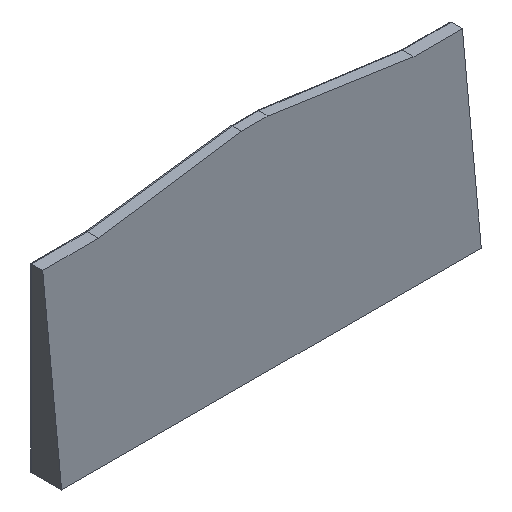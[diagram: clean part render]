
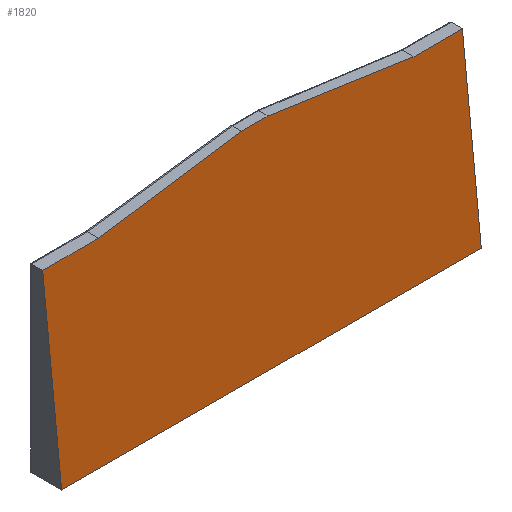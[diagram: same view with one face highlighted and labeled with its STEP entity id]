
A CAD part, isometric view. The second image highlights one B-rep face of the part: STEP entity #1820.
In plain terms, the highlighted planar face has unit normal (0, -0.995, 0.104).
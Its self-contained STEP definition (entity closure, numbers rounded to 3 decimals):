
#100=FACE_OUTER_BOUND('',#207,.T.);
#207=EDGE_LOOP('',(#1214,#1215,#1216,#1217,#1218,#1219,#1220,#1221));
#324=LINE('',#2624,#544);
#335=LINE('',#2646,#555);
#336=LINE('',#2648,#556);
#337=LINE('',#2650,#557);
#338=LINE('',#2652,#558);
#339=LINE('',#2654,#559);
#340=LINE('',#2656,#560);
#341=LINE('',#2657,#561);
#544=VECTOR('',#2097,10.);
#555=VECTOR('',#2110,10.);
#556=VECTOR('',#2111,10.);
#557=VECTOR('',#2112,10.);
#558=VECTOR('',#2113,10.);
#559=VECTOR('',#2114,10.);
#560=VECTOR('',#2115,10.);
#561=VECTOR('',#2116,10.);
#763=VERTEX_POINT('',#2620);
#765=VERTEX_POINT('',#2623);
#775=VERTEX_POINT('',#2645);
#776=VERTEX_POINT('',#2647);
#777=VERTEX_POINT('',#2649);
#778=VERTEX_POINT('',#2651);
#779=VERTEX_POINT('',#2653);
#780=VERTEX_POINT('',#2655);
#935=EDGE_CURVE('',#765,#763,#324,.T.);
#946=EDGE_CURVE('',#763,#775,#335,.T.);
#947=EDGE_CURVE('',#775,#776,#336,.T.);
#948=EDGE_CURVE('',#776,#777,#337,.T.);
#949=EDGE_CURVE('',#778,#777,#338,.T.);
#950=EDGE_CURVE('',#779,#778,#339,.T.);
#951=EDGE_CURVE('',#779,#780,#340,.T.);
#952=EDGE_CURVE('',#765,#780,#341,.T.);
#1214=ORIENTED_EDGE('',*,*,#935,.T.);
#1215=ORIENTED_EDGE('',*,*,#946,.T.);
#1216=ORIENTED_EDGE('',*,*,#947,.T.);
#1217=ORIENTED_EDGE('',*,*,#948,.T.);
#1218=ORIENTED_EDGE('',*,*,#949,.F.);
#1219=ORIENTED_EDGE('',*,*,#950,.F.);
#1220=ORIENTED_EDGE('',*,*,#951,.T.);
#1221=ORIENTED_EDGE('',*,*,#952,.F.);
#1739=PLANE('',#1941);
#1820=ADVANCED_FACE('',(#100),#1739,.F.);
#1941=AXIS2_PLACEMENT_3D('',#2644,#2108,#2109);
#2097=DIRECTION('',(1.,0.,-0.001));
#2108=DIRECTION('center_axis',(0.,0.995,-0.105));
#2109=DIRECTION('ref_axis',(0.,0.105,0.995));
#2110=DIRECTION('',(0.,0.105,0.995));
#2111=DIRECTION('',(-1.,0.,-0.001));
#2112=DIRECTION('',(-0.991,0.014,0.135));
#2113=DIRECTION('',(1.,0.,0.));
#2114=DIRECTION('',(0.991,0.014,0.13));
#2115=DIRECTION('',(-1.,0.,-0.003));
#2116=DIRECTION('',(0.,0.105,0.995));
#2620=CARTESIAN_POINT('',(113.22,-7.475,-49.855));
#2623=CARTESIAN_POINT('',(-115.822,-7.458,-49.695));
#2624=CARTESIAN_POINT('',(-57.95,-7.463,-49.735));
#2644=CARTESIAN_POINT('Origin',(0.,4.027,59.578));
#2645=CARTESIAN_POINT('',(113.21,2.881,48.676));
#2646=CARTESIAN_POINT('',(113.214,-1.683,5.256));
#2647=CARTESIAN_POINT('',(86.84,2.878,48.646));
#2648=CARTESIAN_POINT('',(56.611,2.874,48.612));
#2649=CARTESIAN_POINT('',(8.299,4.001,59.336));
#2650=CARTESIAN_POINT('',(43.5,3.498,54.545));
#2651=CARTESIAN_POINT('',(-6.221,4.001,59.336));
#2652=CARTESIAN_POINT('',(4.15,4.001,59.336));
#2653=CARTESIAN_POINT('',(-85.382,2.907,48.926));
#2654=CARTESIAN_POINT('',(-3.175,4.043,59.737));
#2655=CARTESIAN_POINT('',(-115.802,2.898,48.836));
#2656=CARTESIAN_POINT('',(-42.676,2.92,49.052));
#2657=CARTESIAN_POINT('',(-115.801,3.448,54.068));
